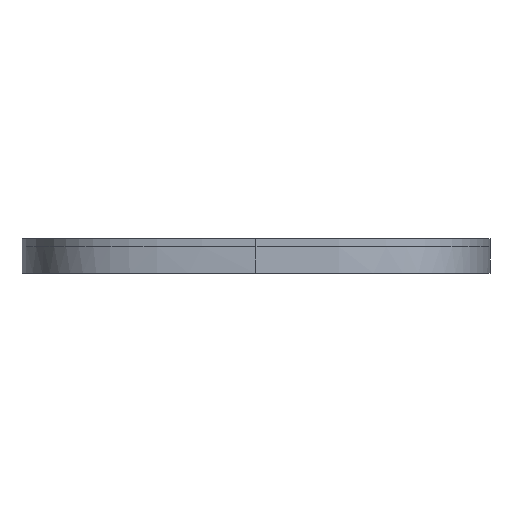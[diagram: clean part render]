
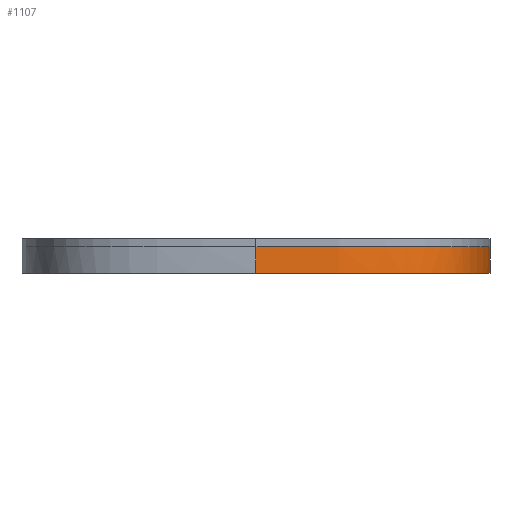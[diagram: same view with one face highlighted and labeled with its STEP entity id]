
A CAD part, front view. The second image highlights one B-rep face of the part: STEP entity #1107.
In plain terms, the highlighted free-form (B-spline) face has degree [3, 1] with [12, 2] control points.
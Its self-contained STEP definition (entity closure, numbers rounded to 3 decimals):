
#25=B_SPLINE_CURVE_WITH_KNOTS('',3,(#1857,#1858,#1859,#1860,#1861,#1862,
#1863,#1864,#1865,#1866,#1867,#1868,#1869,#1870,#1871,#1872),
 .UNSPECIFIED.,.F.,.F.,(4,3,3,3,3,4),(-3.643,-2.677,
-2.109,-1.576,-0.954,0.),
 .UNSPECIFIED.);
#33=B_SPLINE_SURFACE_WITH_KNOTS('',3,1,((#1826,#1827),(#1828,#1829),(#1830,
#1831),(#1832,#1833),(#1834,#1835),(#1836,#1837),(#1838,#1839),(#1840,#1841),
(#1842,#1843),(#1844,#1845),(#1846,#1847),(#1848,#1849)),.UNSPECIFIED.,
 .F.,.F.,.F.,(4,2,2,2,2,4),(2,2),(-3.643,-2.677,-2.109,
-1.576,-0.954,0.),(0.,0.2),.UNSPECIFIED.);
#107=FACE_OUTER_BOUND('',#171,.T.);
#171=EDGE_LOOP('',(#872,#873,#874,#875));
#257=LINE('',#1812,#347);
#258=LINE('',#1856,#348);
#347=VECTOR('',#1291,10.);
#348=VECTOR('',#1292,10.);
#426=(
BOUNDED_CURVE()
B_SPLINE_CURVE(3,(#1851,#1852,#1853,#1854),.UNSPECIFIED.,.F.,.F.)
B_SPLINE_CURVE_WITH_KNOTS((4,4),(0.,1.),.UNSPECIFIED.)
CURVE()
GEOMETRIC_REPRESENTATION_ITEM()
RATIONAL_B_SPLINE_CURVE((1.,1.,1.,1.))
REPRESENTATION_ITEM('')
);
#515=VERTEX_POINT('',#1806);
#516=VERTEX_POINT('',#1811);
#517=VERTEX_POINT('',#1850);
#518=VERTEX_POINT('',#1855);
#644=EDGE_CURVE('',#515,#516,#257,.T.);
#646=EDGE_CURVE('',#517,#515,#426,.T.);
#647=EDGE_CURVE('',#517,#518,#258,.T.);
#648=EDGE_CURVE('',#518,#516,#25,.T.);
#872=ORIENTED_EDGE('',*,*,#646,.F.);
#873=ORIENTED_EDGE('',*,*,#647,.T.);
#874=ORIENTED_EDGE('',*,*,#648,.T.);
#875=ORIENTED_EDGE('',*,*,#644,.F.);
#1107=ADVANCED_FACE('',(#107),#33,.F.);
#1291=DIRECTION('',(0.,0.,-1.));
#1292=DIRECTION('',(0.,0.,-1.));
#1806=CARTESIAN_POINT('',(30.429,18.025,-0.6));
#1811=CARTESIAN_POINT('',(30.429,18.025,-2.6));
#1812=CARTESIAN_POINT('',(30.429,18.025,-0.6));
#1826=CARTESIAN_POINT('Ctrl Pts',(12.915,0.511,-0.6));
#1827=CARTESIAN_POINT('Ctrl Pts',(12.915,0.511,-2.6));
#1828=CARTESIAN_POINT('Ctrl Pts',(16.576,0.511,-0.6));
#1829=CARTESIAN_POINT('Ctrl Pts',(16.576,0.511,-2.6));
#1830=CARTESIAN_POINT('Ctrl Pts',(19.519,0.75,-0.6));
#1831=CARTESIAN_POINT('Ctrl Pts',(19.519,0.75,-2.6));
#1832=CARTESIAN_POINT('Ctrl Pts',(23.25,1.707,-0.6));
#1833=CARTESIAN_POINT('Ctrl Pts',(23.25,1.707,-2.6));
#1834=CARTESIAN_POINT('Ctrl Pts',(24.456,2.194,-0.6));
#1835=CARTESIAN_POINT('Ctrl Pts',(24.456,2.194,-2.6));
#1836=CARTESIAN_POINT('Ctrl Pts',(26.467,3.49,-0.6));
#1837=CARTESIAN_POINT('Ctrl Pts',(26.467,3.49,-2.6));
#1838=CARTESIAN_POINT('Ctrl Pts',(27.273,4.268,-0.6));
#1839=CARTESIAN_POINT('Ctrl Pts',(27.273,4.268,-2.6));
#1840=CARTESIAN_POINT('Ctrl Pts',(28.695,6.337,-0.6));
#1841=CARTESIAN_POINT('Ctrl Pts',(28.695,6.337,-2.6));
#1842=CARTESIAN_POINT('Ctrl Pts',(29.255,7.688,-0.6));
#1843=CARTESIAN_POINT('Ctrl Pts',(29.255,7.688,-2.6));
#1844=CARTESIAN_POINT('Ctrl Pts',(30.254,11.825,-0.6));
#1845=CARTESIAN_POINT('Ctrl Pts',(30.254,11.825,-2.6));
#1846=CARTESIAN_POINT('Ctrl Pts',(30.429,14.844,-0.6));
#1847=CARTESIAN_POINT('Ctrl Pts',(30.429,14.844,-2.6));
#1848=CARTESIAN_POINT('Ctrl Pts',(30.429,18.025,-0.6));
#1849=CARTESIAN_POINT('Ctrl Pts',(30.429,18.025,-2.6));
#1850=CARTESIAN_POINT('',(12.915,0.511,-0.6));
#1851=CARTESIAN_POINT('Ctrl Pts',(12.915,0.511,-0.6));
#1852=CARTESIAN_POINT('Ctrl Pts',(26.926,0.511,-0.6));
#1853=CARTESIAN_POINT('Ctrl Pts',(30.429,4.014,-0.6));
#1854=CARTESIAN_POINT('Ctrl Pts',(30.429,18.025,-0.6));
#1855=CARTESIAN_POINT('',(12.915,0.511,-2.6));
#1856=CARTESIAN_POINT('',(12.915,0.511,-0.6));
#1857=CARTESIAN_POINT('Ctrl Pts',(12.915,0.511,-2.6));
#1858=CARTESIAN_POINT('Ctrl Pts',(16.576,0.511,-2.6));
#1859=CARTESIAN_POINT('Ctrl Pts',(19.519,0.75,-2.6));
#1860=CARTESIAN_POINT('Ctrl Pts',(21.869,1.353,-2.6));
#1861=CARTESIAN_POINT('Ctrl Pts',(23.25,1.707,-2.6));
#1862=CARTESIAN_POINT('Ctrl Pts',(24.456,2.194,-2.6));
#1863=CARTESIAN_POINT('Ctrl Pts',(25.493,2.862,-2.6));
#1864=CARTESIAN_POINT('Ctrl Pts',(26.467,3.49,-2.6));
#1865=CARTESIAN_POINT('Ctrl Pts',(27.273,4.268,-2.6));
#1866=CARTESIAN_POINT('Ctrl Pts',(27.929,5.223,-2.6));
#1867=CARTESIAN_POINT('Ctrl Pts',(28.695,6.337,-2.6));
#1868=CARTESIAN_POINT('Ctrl Pts',(29.255,7.688,-2.6));
#1869=CARTESIAN_POINT('Ctrl Pts',(29.649,9.32,-2.6));
#1870=CARTESIAN_POINT('Ctrl Pts',(30.254,11.825,-2.6));
#1871=CARTESIAN_POINT('Ctrl Pts',(30.429,14.844,-2.6));
#1872=CARTESIAN_POINT('Ctrl Pts',(30.429,18.025,-2.6));
